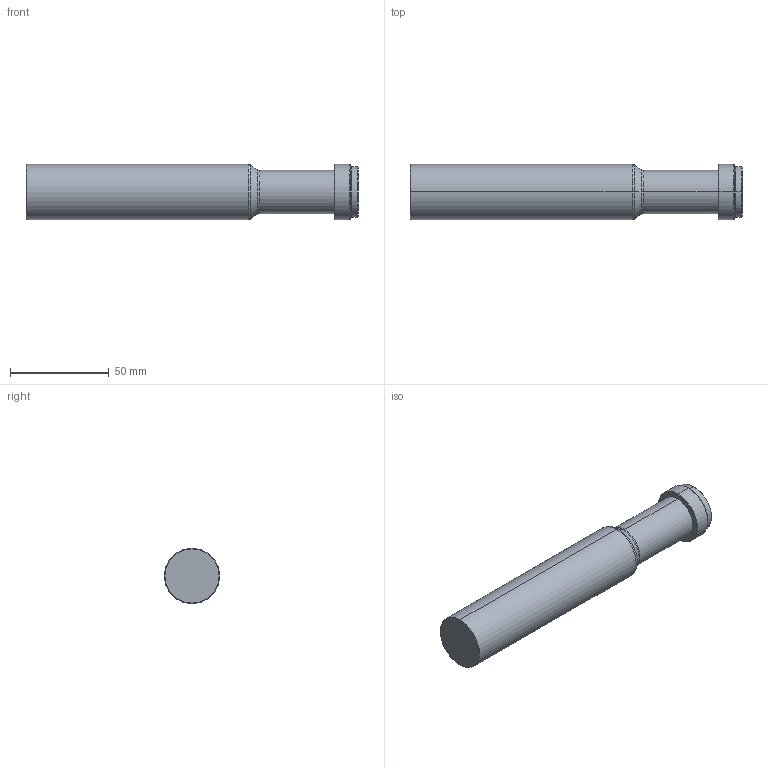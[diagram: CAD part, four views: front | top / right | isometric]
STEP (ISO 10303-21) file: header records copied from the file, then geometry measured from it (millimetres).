
FILE_DESCRIPTION (( 'STEP AP203' ), '1' );
FILE_NAME ('WH05-500A-230 STEPͼ.STEP', '2019-10-24T00:50:22', ( '' ), ( '' ), 'SwSTEP 2.0', 'SolidWorks 2014', '' );
FILE_SCHEMA (( 'CONFIG_CONTROL_DESIGN' ));
Length unit declared in the file: millimetre
Products named in the file (1): WH05-500A-230 STEPͼ
Bounding box: 167.9 x 28 x 28 mm (x, y, z)
Volume: 93278.7 mm3; surface area: 15516.4 mm2
Topology: 1 solids, 1 shells, 29 faces, 56 edges, 32 vertices
Faces by surface type: cylinder 10, cone 10, plane 5, torus 4
Entity records: 815 total; most frequent: DIRECTION 152, CARTESIAN_POINT 118, ORIENTED_EDGE 112, AXIS2_PLACEMENT_3D 66, EDGE_CURVE 56, CIRCLE 36, VERTEX_POINT 32, EDGE_LOOP 32
